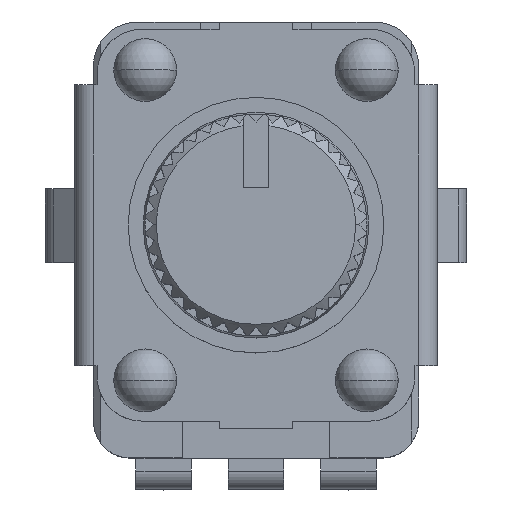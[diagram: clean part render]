
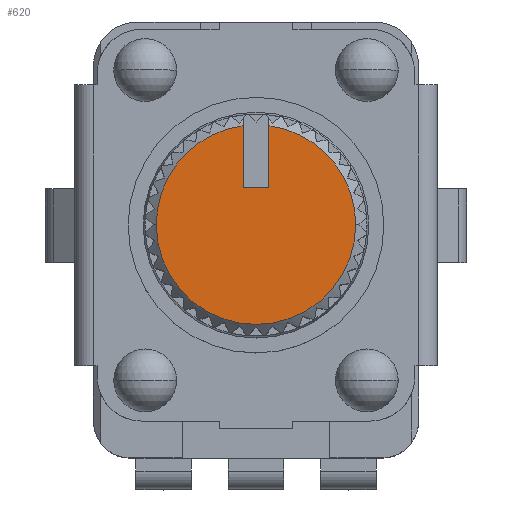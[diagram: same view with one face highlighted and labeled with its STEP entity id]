
A CAD part, top view. The second image highlights one B-rep face of the part: STEP entity #620.
In plain terms, the highlighted face is planar.
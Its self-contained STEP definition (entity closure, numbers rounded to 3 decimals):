
#27 = EDGE_CURVE ( 'NONE', #16327, #16467, #3652, .T. ) ;
#620 = ADVANCED_FACE ( 'NONE', ( #11649 ), #11284, .F. ) ;
#995 = EDGE_CURVE ( 'NONE', #16630, #16509, #13560, .T. ) ;
#1191 = EDGE_CURVE ( 'NONE', #16261, #16509, #13828, .T. ) ;
#1192 = EDGE_CURVE ( 'NONE', #16327, #16154, #13848, .T. ) ;
#1203 = EDGE_CURVE ( 'NONE', #16154, #16261, #13867, .T. ) ;
#1733 = EDGE_LOOP ( 'NONE', ( #3551, #3552, #3553, #3554, #3555, #3556 ) ) ;
#2051 = EDGE_CURVE ( 'NONE', #16467, #16630, #14119, .T. ) ;
#2158 = AXIS2_PLACEMENT_3D ( 'NONE', #17243, #17185, #17280 ) ;
#3551 = ORIENTED_EDGE ( 'NONE', *, *, #27, .T. ) ;
#3552 = ORIENTED_EDGE ( 'NONE', *, *, #2051, .T. ) ;
#3553 = ORIENTED_EDGE ( 'NONE', *, *, #995, .T. ) ;
#3554 = ORIENTED_EDGE ( 'NONE', *, *, #1191, .F. ) ;
#3555 = ORIENTED_EDGE ( 'NONE', *, *, #1203, .F. ) ;
#3556 = ORIENTED_EDGE ( 'NONE', *, *, #1192, .F. ) ;
#3652 = CIRCLE ( 'NONE', #2158, 2.7 ) ;
#9271 = AXIS2_PLACEMENT_3D ( 'NONE', #11276, #11296, #11297 ) ;
#9373 = AXIS2_PLACEMENT_3D ( 'NONE', #13107, #13118, #13119 ) ;
#9465 = AXIS2_PLACEMENT_3D ( 'NONE', #14915, #14923, #14924 ) ;
#11276 = CARTESIAN_POINT ( 'NONE',  ( 0., 0., -8.5 ) ) ;
#11284 = PLANE ( 'NONE',  #9271 ) ;
#11296 = DIRECTION ( 'NONE',  ( 0., 0., 1. ) ) ;
#11297 = DIRECTION ( 'NONE',  ( -1., 0., 0. ) ) ;
#11649 = FACE_OUTER_BOUND ( 'NONE', #1733, .T. ) ;
#13107 = CARTESIAN_POINT ( 'NONE',  ( 0., 0., -8.5 ) ) ;
#13118 = DIRECTION ( 'NONE',  ( 0., 0., -1. ) ) ;
#13119 = DIRECTION ( 'NONE',  ( -1., 0., 0. ) ) ;
#13560 = CIRCLE ( 'NONE', #9373, 2.7 ) ;
#13828 = LINE ( 'NONE', #14482, #13846 ) ;
#13846 = VECTOR ( 'NONE', #14485, 1000. ) ;
#13848 = LINE ( 'NONE', #14486, #13849 ) ;
#13849 = VECTOR ( 'NONE', #14487, 1000. ) ;
#13867 = LINE ( 'NONE', #14510, #13868 ) ;
#13868 = VECTOR ( 'NONE', #14511, 1000. ) ;
#14119 = CIRCLE ( 'NONE', #9465, 2.7 ) ;
#14482 = CARTESIAN_POINT ( 'NONE',  ( -0.35, 3.556, -8.5 ) ) ;
#14485 = DIRECTION ( 'NONE',  ( 0., 1., 0. ) ) ;
#14486 = CARTESIAN_POINT ( 'NONE',  ( 0.35, 3.556, -8.5 ) ) ;
#14487 = DIRECTION ( 'NONE',  ( 0., -1., 0. ) ) ;
#14510 = CARTESIAN_POINT ( 'NONE',  ( -0.35, 1., -8.5 ) ) ;
#14511 = DIRECTION ( 'NONE',  ( -1., 0., 0. ) ) ;
#14915 = CARTESIAN_POINT ( 'NONE',  ( 0., 0., -8.5 ) ) ;
#14923 = DIRECTION ( 'NONE',  ( 0., 0., -1. ) ) ;
#14924 = DIRECTION ( 'NONE',  ( -1., 0., 0. ) ) ;
#15265 = CARTESIAN_POINT ( 'NONE',  ( 0.35, 1., -8.5 ) ) ;
#15372 = CARTESIAN_POINT ( 'NONE',  ( -0.35, 1., -8.5 ) ) ;
#15438 = CARTESIAN_POINT ( 'NONE',  ( 0.35, 2.677, -8.5 ) ) ;
#15657 = CARTESIAN_POINT ( 'NONE',  ( 2.7, 0., -8.5 ) ) ;
#15699 = CARTESIAN_POINT ( 'NONE',  ( -0.35, 2.677, -8.5 ) ) ;
#15820 = CARTESIAN_POINT ( 'NONE',  ( -2.7, 0., -8.5 ) ) ;
#16154 = VERTEX_POINT ( 'NONE', #15265 ) ;
#16261 = VERTEX_POINT ( 'NONE', #15372 ) ;
#16327 = VERTEX_POINT ( 'NONE', #15438 ) ;
#16467 = VERTEX_POINT ( 'NONE', #15657 ) ;
#16509 = VERTEX_POINT ( 'NONE', #15699 ) ;
#16630 = VERTEX_POINT ( 'NONE', #15820 ) ;
#17185 = DIRECTION ( 'NONE',  ( 0., 0., -1. ) ) ;
#17243 = CARTESIAN_POINT ( 'NONE',  ( 0., 0., -8.5 ) ) ;
#17280 = DIRECTION ( 'NONE',  ( -1., 0., 0. ) ) ;
